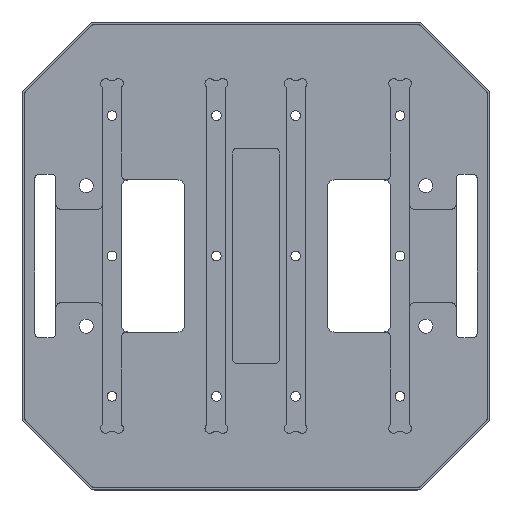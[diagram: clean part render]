
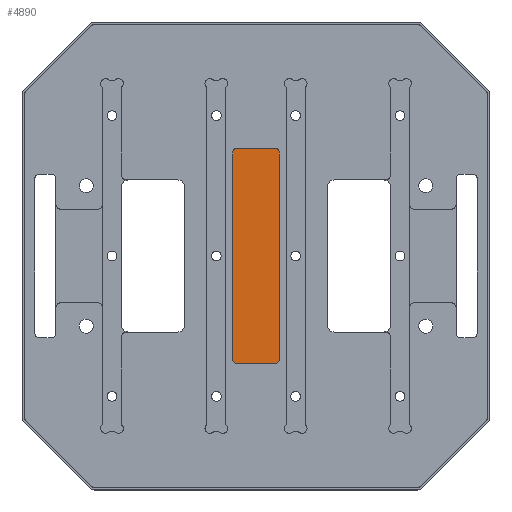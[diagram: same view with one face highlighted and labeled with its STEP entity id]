
A CAD part, top view. The second image highlights one B-rep face of the part: STEP entity #4890.
In plain terms, the highlighted planar face has unit normal (0, 0, 1).
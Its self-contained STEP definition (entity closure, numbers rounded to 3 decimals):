
#126 = AXIS2_PLACEMENT_3D ( 'NONE', #2180, #3117, #374 ) ;
#176 = CARTESIAN_POINT ( 'NONE',  ( 92., 56., 4. ) ) ;
#233 = VECTOR ( 'NONE', #845, 1000. ) ;
#261 = VERTEX_POINT ( 'NONE', #4305 ) ;
#327 = EDGE_CURVE ( 'NONE', #261, #1859, #2639, .T. ) ;
#353 = DIRECTION ( 'NONE',  ( 0., -1., 0. ) ) ;
#357 = PLANE ( 'NONE',  #126 ) ;
#374 = DIRECTION ( 'NONE',  ( -1., 0., 0. ) ) ;
#451 = VERTEX_POINT ( 'NONE', #4955 ) ;
#566 = CARTESIAN_POINT ( 'NONE',  ( 92., 146., 4. ) ) ;
#632 = DIRECTION ( 'NONE',  ( -1., 0., 0. ) ) ;
#845 = DIRECTION ( 'NONE',  ( 0., 1., 0. ) ) ;
#884 = VECTOR ( 'NONE', #5565, 1000. ) ;
#907 = VERTEX_POINT ( 'NONE', #1052 ) ;
#1052 = CARTESIAN_POINT ( 'NONE',  ( 108., 146., 4. ) ) ;
#1168 = FACE_OUTER_BOUND ( 'NONE', #3022, .T. ) ;
#1404 = ORIENTED_EDGE ( 'NONE', *, *, #1587, .T. ) ;
#1447 = VECTOR ( 'NONE', #3485, 1000. ) ;
#1472 = VERTEX_POINT ( 'NONE', #566 ) ;
#1478 = VERTEX_POINT ( 'NONE', #2385 ) ;
#1531 = DIRECTION ( 'NONE',  ( 0., 0., 1. ) ) ;
#1587 = EDGE_CURVE ( 'NONE', #451, #3268, #2126, .T. ) ;
#1654 = AXIS2_PLACEMENT_3D ( 'NONE', #4282, #1531, #4744 ) ;
#1692 = AXIS2_PLACEMENT_3D ( 'NONE', #176, #3360, #632 ) ;
#1728 = LINE ( 'NONE', #5861, #4033 ) ;
#1859 = VERTEX_POINT ( 'NONE', #5287 ) ;
#2034 = VERTEX_POINT ( 'NONE', #5496 ) ;
#2126 = CIRCLE ( 'NONE', #1692, 2. ) ;
#2180 = CARTESIAN_POINT ( 'NONE',  ( 0., 0., 4. ) ) ;
#2385 = CARTESIAN_POINT ( 'NONE',  ( 108., 54., 4. ) ) ;
#2423 = CARTESIAN_POINT ( 'NONE',  ( 108., 144., 4. ) ) ;
#2457 = CARTESIAN_POINT ( 'NONE',  ( 92., 54., 4. ) ) ;
#2620 = ORIENTED_EDGE ( 'NONE', *, *, #3483, .T. ) ;
#2633 = DIRECTION ( 'NONE',  ( 0., 0., 1. ) ) ;
#2639 = LINE ( 'NONE', #3612, #233 ) ;
#2662 = CIRCLE ( 'NONE', #5145, 2. ) ;
#2906 = DIRECTION ( 'NONE',  ( -1., 0., 0. ) ) ;
#2946 = EDGE_CURVE ( 'NONE', #2034, #451, #1728, .T. ) ;
#3022 = EDGE_LOOP ( 'NONE', ( #3259, #4321, #4320, #2620, #5130, #5402, #4190, #1404 ) ) ;
#3117 = DIRECTION ( 'NONE',  ( 0., 0., -1. ) ) ;
#3259 = ORIENTED_EDGE ( 'NONE', *, *, #4825, .T. ) ;
#3268 = VERTEX_POINT ( 'NONE', #2457 ) ;
#3270 = CARTESIAN_POINT ( 'NONE',  ( 110., 146., 4. ) ) ;
#3360 = DIRECTION ( 'NONE',  ( 0., 0., 1. ) ) ;
#3453 = CIRCLE ( 'NONE', #4284, 2. ) ;
#3454 = LINE ( 'NONE', #3270, #884 ) ;
#3483 = EDGE_CURVE ( 'NONE', #1859, #907, #3453, .T. ) ;
#3485 = DIRECTION ( 'NONE',  ( 1., 0., 0. ) ) ;
#3612 = CARTESIAN_POINT ( 'NONE',  ( 110., 54., 4. ) ) ;
#4033 = VECTOR ( 'NONE', #353, 1000. ) ;
#4190 = ORIENTED_EDGE ( 'NONE', *, *, #2946, .T. ) ;
#4282 = CARTESIAN_POINT ( 'NONE',  ( 92., 144., 4. ) ) ;
#4284 = AXIS2_PLACEMENT_3D ( 'NONE', #2423, #5649, #2906 ) ;
#4305 = CARTESIAN_POINT ( 'NONE',  ( 110., 56., 4. ) ) ;
#4320 = ORIENTED_EDGE ( 'NONE', *, *, #327, .T. ) ;
#4321 = ORIENTED_EDGE ( 'NONE', *, *, #4867, .T. ) ;
#4744 = DIRECTION ( 'NONE',  ( -1., 0., 0. ) ) ;
#4825 = EDGE_CURVE ( 'NONE', #3268, #1478, #5264, .T. ) ;
#4867 = EDGE_CURVE ( 'NONE', #1478, #261, #2662, .T. ) ;
#4873 = CARTESIAN_POINT ( 'NONE',  ( 110., 54., 4. ) ) ;
#4890 = ADVANCED_FACE ( 'NONE', ( #1168 ), #357, .F. ) ;
#4955 = CARTESIAN_POINT ( 'NONE',  ( 90., 56., 4. ) ) ;
#5130 = ORIENTED_EDGE ( 'NONE', *, *, #5645, .T. ) ;
#5145 = AXIS2_PLACEMENT_3D ( 'NONE', #5401, #2633, #5866 ) ;
#5223 = EDGE_CURVE ( 'NONE', #1472, #2034, #5625, .T. ) ;
#5264 = LINE ( 'NONE', #4873, #1447 ) ;
#5287 = CARTESIAN_POINT ( 'NONE',  ( 110., 144., 4. ) ) ;
#5401 = CARTESIAN_POINT ( 'NONE',  ( 108., 56., 4. ) ) ;
#5402 = ORIENTED_EDGE ( 'NONE', *, *, #5223, .T. ) ;
#5496 = CARTESIAN_POINT ( 'NONE',  ( 90., 144., 4. ) ) ;
#5565 = DIRECTION ( 'NONE',  ( -1., 0., 0. ) ) ;
#5625 = CIRCLE ( 'NONE', #1654, 2. ) ;
#5645 = EDGE_CURVE ( 'NONE', #907, #1472, #3454, .T. ) ;
#5649 = DIRECTION ( 'NONE',  ( 0., 0., 1. ) ) ;
#5861 = CARTESIAN_POINT ( 'NONE',  ( 90., 54., 4. ) ) ;
#5866 = DIRECTION ( 'NONE',  ( -1., 0., 0. ) ) ;
